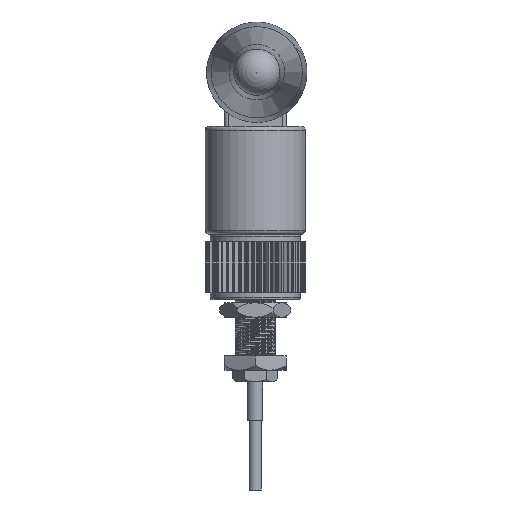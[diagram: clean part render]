
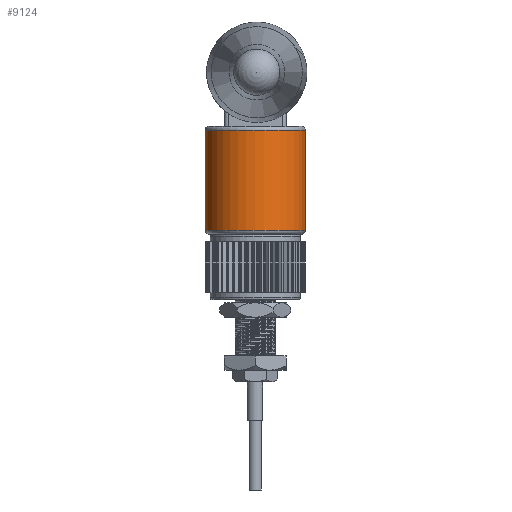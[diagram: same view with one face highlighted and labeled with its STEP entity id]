
A CAD part, front view. The second image highlights one B-rep face of the part: STEP entity #9124.
In plain terms, the highlighted cylindrical face has radius 6.5 mm (diameter 13 mm), a full revolution.
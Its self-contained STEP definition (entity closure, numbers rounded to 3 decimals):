
#625=CYLINDRICAL_SURFACE('',#9717,6.5);
#884=FACE_OUTER_BOUND('',#1397,.T.);
#1397=EDGE_LOOP('',(#6117,#6118,#6119,#6120));
#1924=CIRCLE('',#9714,6.5);
#1927=CIRCLE('',#9718,6.5);
#2292=LINE('',#12829,#2966);
#2966=VECTOR('',#10575,6.5);
#3640=VERTEX_POINT('',#12821);
#3642=VERTEX_POINT('',#12827);
#4622=EDGE_CURVE('',#3640,#3640,#1924,.T.);
#4625=EDGE_CURVE('',#3642,#3642,#1927,.T.);
#4626=EDGE_CURVE('',#3642,#3640,#2292,.T.);
#6117=ORIENTED_EDGE('',*,*,#4625,.F.);
#6118=ORIENTED_EDGE('',*,*,#4626,.T.);
#6119=ORIENTED_EDGE('',*,*,#4622,.F.);
#6120=ORIENTED_EDGE('',*,*,#4626,.F.);
#9124=ADVANCED_FACE('',(#884),#625,.T.);
#9714=AXIS2_PLACEMENT_3D('',#12822,#10565,#10566);
#9717=AXIS2_PLACEMENT_3D('',#12826,#10571,#10572);
#9718=AXIS2_PLACEMENT_3D('',#12828,#10573,#10574);
#10565=DIRECTION('center_axis',(0.,0.,-1.));
#10566=DIRECTION('ref_axis',(1.,0.,0.));
#10571=DIRECTION('center_axis',(0.,0.,1.));
#10572=DIRECTION('ref_axis',(1.,0.,0.));
#10573=DIRECTION('center_axis',(0.,0.,1.));
#10574=DIRECTION('ref_axis',(1.,0.,0.));
#10575=DIRECTION('',(0.,0.,-1.));
#12821=CARTESIAN_POINT('',(-6.5,0.,0.5));
#12822=CARTESIAN_POINT('Origin',(0.,0.,0.5));
#12826=CARTESIAN_POINT('Origin',(0.,0.,0.));
#12827=CARTESIAN_POINT('',(-6.5,0.,13.5));
#12828=CARTESIAN_POINT('Origin',(0.,0.,13.5));
#12829=CARTESIAN_POINT('',(-6.5,0.,0.));
